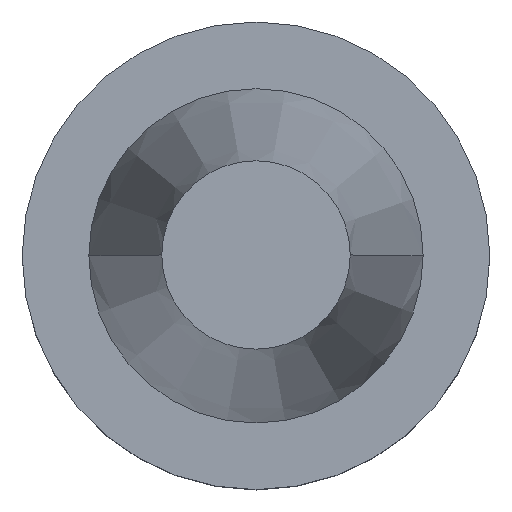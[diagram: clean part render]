
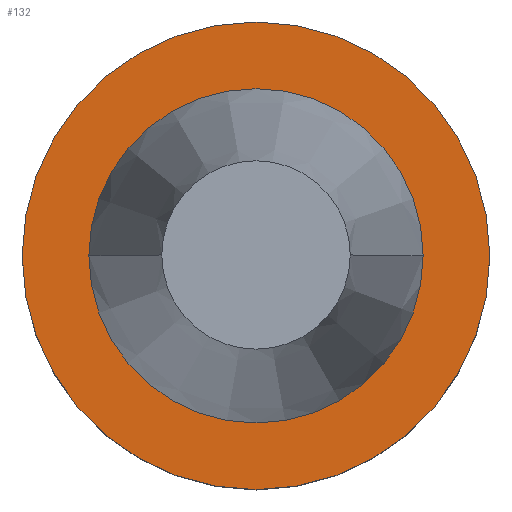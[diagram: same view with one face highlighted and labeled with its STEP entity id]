
A CAD part, top view. The second image highlights one B-rep face of the part: STEP entity #132.
In plain terms, the highlighted planar face has unit normal (0, 0, 1).
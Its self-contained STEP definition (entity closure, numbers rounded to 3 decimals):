
#68=FACE_BOUND('',#215,.T.);
#69=FACE_BOUND('',#216,.T.);
#102=CIRCLE('',#616,22.517);
#103=CIRCLE('',#617,22.517);
#104=CIRCLE('',#618,31.5);
#132=ADVANCED_FACE('',(#68,#69),#162,.T.);
#162=PLANE('',#619);
#215=EDGE_LOOP('',(#308,#309));
#216=EDGE_LOOP('',(#310));
#308=ORIENTED_EDGE('',*,*,#466,.F.);
#309=ORIENTED_EDGE('',*,*,#467,.F.);
#310=ORIENTED_EDGE('',*,*,#468,.F.);
#409=VERTEX_POINT('',#923);
#410=VERTEX_POINT('',#924);
#411=VERTEX_POINT('',#927);
#466=EDGE_CURVE('',#409,#410,#102,.T.);
#467=EDGE_CURVE('',#410,#409,#103,.T.);
#468=EDGE_CURVE('',#411,#411,#104,.T.);
#616=AXIS2_PLACEMENT_3D('',#922,#748,#749);
#617=AXIS2_PLACEMENT_3D('',#925,#750,#751);
#618=AXIS2_PLACEMENT_3D('',#926,#752,#753);
#619=AXIS2_PLACEMENT_3D('',#928,#754,#755);
#748=DIRECTION('',(0.,0.,1.));
#749=DIRECTION('',(1.,0.,0.));
#750=DIRECTION('',(0.,0.,1.));
#751=DIRECTION('',(1.,0.,0.));
#752=DIRECTION('',(0.,0.,-1.));
#753=DIRECTION('',(1.,0.,0.));
#754=DIRECTION('',(0.,0.,1.));
#755=DIRECTION('',(-1.,0.,0.));
#922=CARTESIAN_POINT('',(0.,0.,-2.));
#923=CARTESIAN_POINT('',(-22.517,0.,-2.));
#924=CARTESIAN_POINT('',(22.517,0.,-2.));
#925=CARTESIAN_POINT('',(0.,0.,-2.));
#926=CARTESIAN_POINT('',(0.,0.,-2.));
#927=CARTESIAN_POINT('',(31.5,0.,-2.));
#928=CARTESIAN_POINT('',(0.,22.698,-2.));
